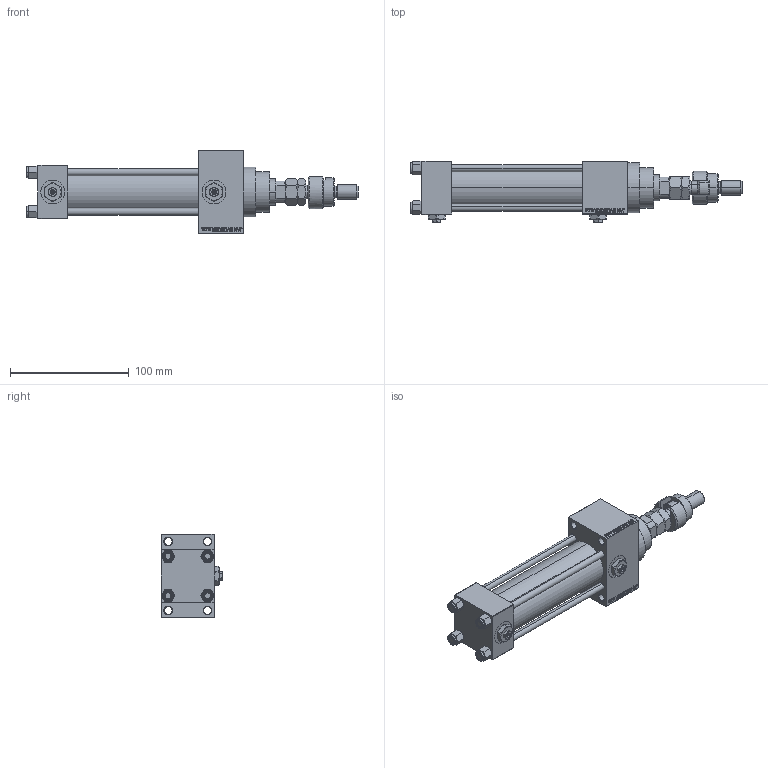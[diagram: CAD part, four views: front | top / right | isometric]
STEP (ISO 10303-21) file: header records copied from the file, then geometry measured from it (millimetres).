
FILE_DESCRIPTION (( 'STEP AP203' ), '1' );
FILE_NAME ('9b69.STEP', '2022-09-14T01:07:30', ( '' ), ( '' ), 'SwSTEP 2.0', 'SolidWorks 2019', '' );
FILE_SCHEMA (( 'CONFIG_CONTROL_DESIGN' ));
Length unit declared in the file: millimetre
Products named in the file (10): V215_VC_A 826da0dd91e690d03c24d2d3827a8c43; V215CR_D_Body 826da0dd91e690d03c24d2d3827a8c43; FEMALE_PART_FOR_DFA 826da0dd91e690d03c24d2d3827a8c43; MFA 826da0dd91e690d03c24d2d3827a8c43; V215CR_D_TYCINKA 826da0dd91e690d03c24d2d3827a8c43; Zatka_pro_OIL_PORT 826da0dd91e690d03c24d2d3827a8c43; DFA 826da0dd91e690d03c24d2d3827a8c43; NUT_M5_D 826da0dd91e690d03c24d2d3827a8c43; 9b69; V215CR_VCP_D 826da0dd91e690d03c24d2d3827a8c43
Assembly tree (16 placements, depth 3):
  9b69
    V215CR_D_Body 826da0dd91e690d03c24d2d3827a8c43
    V215CR_VCP_D 826da0dd91e690d03c24d2d3827a8c43
    NUT_M5_D 826da0dd91e690d03c24d2d3827a8c43  x4
    V215CR_D_TYCINKA 826da0dd91e690d03c24d2d3827a8c43  x4
    V215_VC_A 826da0dd91e690d03c24d2d3827a8c43
    DFA 826da0dd91e690d03c24d2d3827a8c43
      FEMALE_PART_FOR_DFA 826da0dd91e690d03c24d2d3827a8c43
      MFA 826da0dd91e690d03c24d2d3827a8c43
    Zatka_pro_OIL_PORT 826da0dd91e690d03c24d2d3827a8c43  x2
Bounding box: 279 x 52 x 70 mm (x, y, z)
Volume: 310513.2 mm3; surface area: 110099.1 mm2
Topology: 15 solids, 15 shells, 1289 faces, 3154 edges, 2015 vertices
Faces by surface type: plane 570, bspline 368, cone 226, cylinder 113, torus 12
Entity records: 51946 total; most frequent: CARTESIAN_POINT 26363, ORIENTED_EDGE 5608, DIRECTION 3812, EDGE_CURVE 2804, VERTEX_POINT 1813, VECTOR 1608, LINE 1608, EDGE_LOOP 1269
